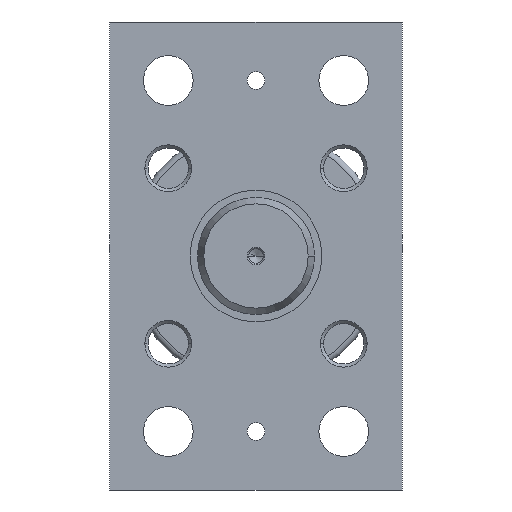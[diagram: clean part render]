
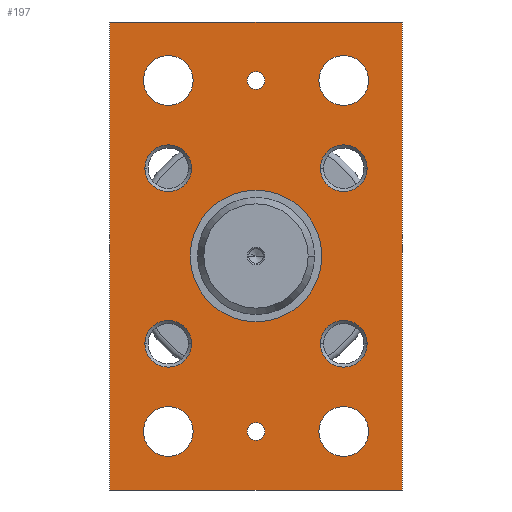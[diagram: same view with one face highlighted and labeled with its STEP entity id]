
A CAD part, left-side view. The second image highlights one B-rep face of the part: STEP entity #197.
In plain terms, the highlighted planar face has unit normal (-1, 0, 0).
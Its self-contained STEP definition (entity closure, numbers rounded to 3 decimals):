
#197=ADVANCED_FACE('',(#430,#431,#432,#433,#434,#435,#436,#437,#438,#439,#440,#441),#442,.F.);
#430=FACE_BOUND('',#696,.T.);
#431=FACE_BOUND('',#697,.T.);
#432=FACE_BOUND('',#698,.T.);
#433=FACE_BOUND('',#699,.T.);
#434=FACE_BOUND('',#700,.T.);
#435=FACE_BOUND('',#701,.T.);
#436=FACE_BOUND('',#702,.T.);
#437=FACE_BOUND('',#703,.T.);
#438=FACE_BOUND('',#704,.T.);
#439=FACE_BOUND('',#705,.T.);
#440=FACE_BOUND('',#706,.T.);
#441=FACE_OUTER_BOUND('',#707,.T.);
#442=PLANE('',#708);
#696=EDGE_LOOP('',(#1212,#1213));
#697=EDGE_LOOP('',(#1214,#1215));
#698=EDGE_LOOP('',(#1216,#1217));
#699=EDGE_LOOP('',(#1218,#1219));
#700=EDGE_LOOP('',(#1220,#1221));
#701=EDGE_LOOP('',(#1222,#1223));
#702=EDGE_LOOP('',(#1224,#1225));
#703=EDGE_LOOP('',(#1226,#1227));
#704=EDGE_LOOP('',(#1228,#1229));
#705=EDGE_LOOP('',(#1230,#1231));
#706=EDGE_LOOP('',(#1232,#1233));
#707=EDGE_LOOP('',(#1234,#1235,#1236,#1237));
#708=AXIS2_PLACEMENT_3D('',#1238,#1239,#1240);
#1212=ORIENTED_EDGE('',*,*,#1599,.T.);
#1213=ORIENTED_EDGE('',*,*,#1614,.T.);
#1214=ORIENTED_EDGE('',*,*,#1670,.T.);
#1215=ORIENTED_EDGE('',*,*,#1671,.T.);
#1216=ORIENTED_EDGE('',*,*,#1476,.T.);
#1217=ORIENTED_EDGE('',*,*,#1645,.T.);
#1218=ORIENTED_EDGE('',*,*,#1672,.T.);
#1219=ORIENTED_EDGE('',*,*,#1637,.T.);
#1220=ORIENTED_EDGE('',*,*,#1602,.T.);
#1221=ORIENTED_EDGE('',*,*,#1626,.T.);
#1222=ORIENTED_EDGE('',*,*,#1673,.T.);
#1223=ORIENTED_EDGE('',*,*,#1674,.T.);
#1224=ORIENTED_EDGE('',*,*,#1495,.T.);
#1225=ORIENTED_EDGE('',*,*,#1675,.T.);
#1226=ORIENTED_EDGE('',*,*,#1676,.T.);
#1227=ORIENTED_EDGE('',*,*,#1677,.T.);
#1228=ORIENTED_EDGE('',*,*,#1515,.T.);
#1229=ORIENTED_EDGE('',*,*,#1624,.T.);
#1230=ORIENTED_EDGE('',*,*,#1569,.T.);
#1231=ORIENTED_EDGE('',*,*,#1575,.T.);
#1232=ORIENTED_EDGE('',*,*,#1648,.T.);
#1233=ORIENTED_EDGE('',*,*,#1527,.T.);
#1234=ORIENTED_EDGE('',*,*,#1662,.T.);
#1235=ORIENTED_EDGE('',*,*,#1678,.T.);
#1236=ORIENTED_EDGE('',*,*,#1605,.T.);
#1237=ORIENTED_EDGE('',*,*,#1485,.T.);
#1238=CARTESIAN_POINT('',(-20.0,0.0,0.0));
#1239=DIRECTION('',(1.0,0.0,0.));
#1240=DIRECTION('',(0.,0.0,-1.0));
#1476=EDGE_CURVE('',#1736,#1740,#1742,.T.);
#1485=EDGE_CURVE('',#1758,#1756,#1759,.T.);
#1495=EDGE_CURVE('',#1776,#1774,#1777,.T.);
#1515=EDGE_CURVE('',#1810,#1808,#1811,.T.);
#1527=EDGE_CURVE('',#1826,#1830,#1832,.T.);
#1569=EDGE_CURVE('',#1903,#1901,#1904,.T.);
#1575=EDGE_CURVE('',#1901,#1903,#1910,.T.);
#1599=EDGE_CURVE('',#1942,#1946,#1948,.T.);
#1602=EDGE_CURVE('',#1952,#1950,#1953,.T.);
#1605=EDGE_CURVE('',#1956,#1758,#1957,.T.);
#1614=EDGE_CURVE('',#1946,#1942,#1970,.T.);
#1624=EDGE_CURVE('',#1808,#1810,#1982,.T.);
#1626=EDGE_CURVE('',#1950,#1952,#1984,.T.);
#1637=EDGE_CURVE('',#1996,#1994,#1997,.T.);
#1645=EDGE_CURVE('',#1740,#1736,#2005,.T.);
#1648=EDGE_CURVE('',#1830,#1826,#2008,.T.);
#1662=EDGE_CURVE('',#1756,#2023,#2025,.T.);
#1670=EDGE_CURVE('',#2033,#2034,#2035,.T.);
#1671=EDGE_CURVE('',#2034,#2033,#2036,.T.);
#1672=EDGE_CURVE('',#1994,#1996,#2037,.T.);
#1673=EDGE_CURVE('',#2038,#2039,#2040,.T.);
#1674=EDGE_CURVE('',#2039,#2038,#2041,.T.);
#1675=EDGE_CURVE('',#1774,#1776,#2042,.T.);
#1676=EDGE_CURVE('',#2043,#2044,#2045,.T.);
#1677=EDGE_CURVE('',#2044,#2043,#2046,.T.);
#1678=EDGE_CURVE('',#2023,#1956,#2047,.T.);
#1736=VERTEX_POINT('',#2108);
#1740=VERTEX_POINT('',#2113);
#1742=CIRCLE('',#2116,8.0);
#1756=VERTEX_POINT('',#2130);
#1758=VERTEX_POINT('',#2133);
#1759=LINE('',#2134,#2135);
#1774=VERTEX_POINT('',#2154);
#1776=VERTEX_POINT('',#2157);
#1777=CIRCLE('',#2158,8.5);
#1808=VERTEX_POINT('',#2196);
#1810=VERTEX_POINT('',#2199);
#1811=CIRCLE('',#2200,8.5);
#1826=VERTEX_POINT('',#2218);
#1830=VERTEX_POINT('',#2223);
#1832=CIRCLE('',#2226,22.5);
#1901=VERTEX_POINT('',#2302);
#1903=VERTEX_POINT('',#2305);
#1904=CIRCLE('',#2306,8.5);
#1910=CIRCLE('',#2315,8.5);
#1942=VERTEX_POINT('',#2353);
#1946=VERTEX_POINT('',#2358);
#1948=CIRCLE('',#2361,8.0);
#1950=VERTEX_POINT('',#2363);
#1952=VERTEX_POINT('',#2366);
#1953=CIRCLE('',#2367,3.0);
#1956=VERTEX_POINT('',#2371);
#1957=LINE('',#2372,#2373);
#1970=CIRCLE('',#2389,8.0);
#1982=CIRCLE('',#2405,8.5);
#1984=CIRCLE('',#2407,3.0);
#1994=VERTEX_POINT('',#2417);
#1996=VERTEX_POINT('',#2420);
#1997=CIRCLE('',#2421,8.0);
#2005=CIRCLE('',#2430,8.0);
#2008=CIRCLE('',#2433,22.5);
#2023=VERTEX_POINT('',#2452);
#2025=LINE('',#2455,#2456);
#2033=VERTEX_POINT('',#2466);
#2034=VERTEX_POINT('',#2467);
#2035=CIRCLE('',#2468,8.0);
#2036=CIRCLE('',#2469,8.0);
#2037=CIRCLE('',#2470,8.0);
#2038=VERTEX_POINT('',#2471);
#2039=VERTEX_POINT('',#2472);
#2040=CIRCLE('',#2473,3.0);
#2041=CIRCLE('',#2474,3.0);
#2042=CIRCLE('',#2475,8.5);
#2043=VERTEX_POINT('',#2476);
#2044=VERTEX_POINT('',#2477);
#2045=CIRCLE('',#2478,8.5);
#2046=CIRCLE('',#2479,8.5);
#2047=LINE('',#2480,#2481);
#2108=CARTESIAN_POINT('',(-20.0,38.0,30.0));
#2113=CARTESIAN_POINT('',(-20.0,22.0,30.0));
#2116=AXIS2_PLACEMENT_3D('',#2558,#2559,#2560);
#2130=CARTESIAN_POINT('',(-20.0,50.0,-80.0));
#2133=CARTESIAN_POINT('',(-20.0,50.0,80.0));
#2134=CARTESIAN_POINT('',(-20.0,50.0,0.0));
#2135=VECTOR('',#2577,1.0);
#2154=CARTESIAN_POINT('',(-20.0,30.0,-68.5));
#2157=CARTESIAN_POINT('',(-20.0,30.0,-51.5));
#2158=AXIS2_PLACEMENT_3D('',#2589,#2590,#2591);
#2196=CARTESIAN_POINT('',(-20.0,30.0,51.5));
#2199=CARTESIAN_POINT('',(-20.0,30.0,68.5));
#2200=AXIS2_PLACEMENT_3D('',#2621,#2622,#2623);
#2218=CARTESIAN_POINT('',(-20.0,0.,-22.5));
#2223=CARTESIAN_POINT('',(-20.0,0.,22.5));
#2226=AXIS2_PLACEMENT_3D('',#2641,#2642,#2643);
#2302=CARTESIAN_POINT('',(-20.0,-30.0,51.5));
#2305=CARTESIAN_POINT('',(-20.0,-30.0,68.5));
#2306=AXIS2_PLACEMENT_3D('',#2733,#2734,#2735);
#2315=AXIS2_PLACEMENT_3D('',#2739,#2740,#2741);
#2353=CARTESIAN_POINT('',(-20.0,38.0,-30.0));
#2358=CARTESIAN_POINT('',(-20.0,22.0,-30.0));
#2361=AXIS2_PLACEMENT_3D('',#2777,#2778,#2779);
#2363=CARTESIAN_POINT('',(-20.0,0.,-63.0));
#2366=CARTESIAN_POINT('',(-20.0,0.,-57.0));
#2367=AXIS2_PLACEMENT_3D('',#2781,#2782,#2783);
#2371=CARTESIAN_POINT('',(-20.0,-50.0,80.0));
#2372=CARTESIAN_POINT('',(-20.0,0.0,80.0));
#2373=VECTOR('',#2785,1.0);
#2389=AXIS2_PLACEMENT_3D('',#2798,#2799,#2800);
#2405=AXIS2_PLACEMENT_3D('',#2811,#2812,#2813);
#2407=AXIS2_PLACEMENT_3D('',#2814,#2815,#2816);
#2417=CARTESIAN_POINT('',(-20.0,-22.0,30.0));
#2420=CARTESIAN_POINT('',(-20.0,-38.0,30.0));
#2421=AXIS2_PLACEMENT_3D('',#2833,#2834,#2835);
#2430=AXIS2_PLACEMENT_3D('',#2846,#2847,#2848);
#2433=AXIS2_PLACEMENT_3D('',#2852,#2853,#2854);
#2452=CARTESIAN_POINT('',(-20.0,-50.0,-80.0));
#2455=CARTESIAN_POINT('',(-20.0,0.0,-80.0));
#2456=VECTOR('',#2872,1.0);
#2466=CARTESIAN_POINT('',(-20.0,-22.0,-30.0));
#2467=CARTESIAN_POINT('',(-20.0,-38.0,-30.0));
#2468=AXIS2_PLACEMENT_3D('',#2881,#2882,#2883);
#2469=AXIS2_PLACEMENT_3D('',#2884,#2885,#2886);
#2470=AXIS2_PLACEMENT_3D('',#2887,#2888,#2889);
#2471=CARTESIAN_POINT('',(-20.0,0.,63.0));
#2472=CARTESIAN_POINT('',(-20.0,0.,57.0));
#2473=AXIS2_PLACEMENT_3D('',#2890,#2891,#2892);
#2474=AXIS2_PLACEMENT_3D('',#2893,#2894,#2895);
#2475=AXIS2_PLACEMENT_3D('',#2896,#2897,#2898);
#2476=CARTESIAN_POINT('',(-20.0,-30.0,-51.5));
#2477=CARTESIAN_POINT('',(-20.0,-30.0,-68.5));
#2478=AXIS2_PLACEMENT_3D('',#2899,#2900,#2901);
#2479=AXIS2_PLACEMENT_3D('',#2902,#2903,#2904);
#2480=CARTESIAN_POINT('',(-20.0,-50.0,0.0));
#2481=VECTOR('',#2905,1.0);
#2558=CARTESIAN_POINT('',(-20.0,30.0,30.0));
#2559=DIRECTION('',(1.0,-0.0,0.));
#2560=DIRECTION('',(0.0,1.0,0.0));
#2577=DIRECTION('',(0.,0.0,-1.0));
#2589=CARTESIAN_POINT('',(-20.0,30.0,-60.0));
#2590=DIRECTION('',(1.0,0.0,0.));
#2591=DIRECTION('',(0.,0.0,-1.0));
#2621=CARTESIAN_POINT('',(-20.0,30.0,60.0));
#2622=DIRECTION('',(1.0,0.0,0.));
#2623=DIRECTION('',(0.,0.0,-1.0));
#2641=CARTESIAN_POINT('',(-20.0,0.0,0.0));
#2642=DIRECTION('',(1.0,0.0,0.));
#2643=DIRECTION('',(0.,0.0,-1.0));
#2733=CARTESIAN_POINT('',(-20.0,-30.0,60.0));
#2734=DIRECTION('',(1.0,0.0,0.));
#2735=DIRECTION('',(0.,0.0,-1.0));
#2739=CARTESIAN_POINT('',(-20.0,-30.0,60.0));
#2740=DIRECTION('',(1.0,0.0,0.));
#2741=DIRECTION('',(0.,0.0,-1.0));
#2777=CARTESIAN_POINT('',(-20.0,30.0,-30.0));
#2778=DIRECTION('',(1.0,-0.0,0.));
#2779=DIRECTION('',(0.0,1.0,0.0));
#2781=CARTESIAN_POINT('',(-20.0,0.0,-60.0));
#2782=DIRECTION('',(1.0,0.0,0.));
#2783=DIRECTION('',(0.,0.0,-1.0));
#2785=DIRECTION('',(0.0,1.0,0.0));
#2798=CARTESIAN_POINT('',(-20.0,30.0,-30.0));
#2799=DIRECTION('',(1.0,-0.0,0.));
#2800=DIRECTION('',(0.0,1.0,0.0));
#2811=CARTESIAN_POINT('',(-20.0,30.0,60.0));
#2812=DIRECTION('',(1.0,0.0,0.));
#2813=DIRECTION('',(0.,0.0,-1.0));
#2814=CARTESIAN_POINT('',(-20.0,0.0,-60.0));
#2815=DIRECTION('',(1.0,0.0,0.));
#2816=DIRECTION('',(0.,0.0,-1.0));
#2833=CARTESIAN_POINT('',(-20.0,-30.0,30.0));
#2834=DIRECTION('',(1.0,-0.0,0.));
#2835=DIRECTION('',(0.0,1.0,0.0));
#2846=CARTESIAN_POINT('',(-20.0,30.0,30.0));
#2847=DIRECTION('',(1.0,-0.0,0.));
#2848=DIRECTION('',(0.0,1.0,0.0));
#2852=CARTESIAN_POINT('',(-20.0,0.0,0.0));
#2853=DIRECTION('',(1.0,0.0,0.));
#2854=DIRECTION('',(0.,0.0,-1.0));
#2872=DIRECTION('',(0.0,-1.0,0.0));
#2881=CARTESIAN_POINT('',(-20.0,-30.0,-30.0));
#2882=DIRECTION('',(1.0,-0.0,0.));
#2883=DIRECTION('',(0.0,1.0,0.0));
#2884=CARTESIAN_POINT('',(-20.0,-30.0,-30.0));
#2885=DIRECTION('',(1.0,-0.0,0.));
#2886=DIRECTION('',(0.0,1.0,0.0));
#2887=CARTESIAN_POINT('',(-20.0,-30.0,30.0));
#2888=DIRECTION('',(1.0,-0.0,0.));
#2889=DIRECTION('',(0.0,1.0,0.0));
#2890=CARTESIAN_POINT('',(-20.0,0.0,60.0));
#2891=DIRECTION('',(1.0,0.0,0.));
#2892=DIRECTION('',(0.,0.0,-1.0));
#2893=CARTESIAN_POINT('',(-20.0,0.0,60.0));
#2894=DIRECTION('',(1.0,0.0,0.));
#2895=DIRECTION('',(0.,0.0,-1.0));
#2896=CARTESIAN_POINT('',(-20.0,30.0,-60.0));
#2897=DIRECTION('',(1.0,0.0,0.));
#2898=DIRECTION('',(0.,0.0,-1.0));
#2899=CARTESIAN_POINT('',(-20.0,-30.0,-60.0));
#2900=DIRECTION('',(1.0,0.0,0.));
#2901=DIRECTION('',(0.,0.0,-1.0));
#2902=CARTESIAN_POINT('',(-20.0,-30.0,-60.0));
#2903=DIRECTION('',(1.0,0.0,0.));
#2904=DIRECTION('',(0.,0.0,-1.0));
#2905=DIRECTION('',(0.,0.0,1.0));
